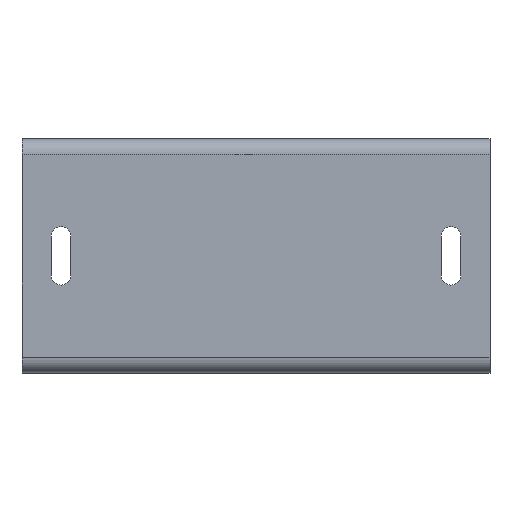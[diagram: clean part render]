
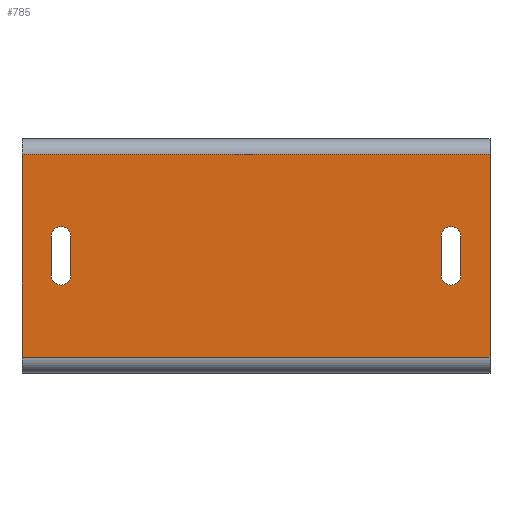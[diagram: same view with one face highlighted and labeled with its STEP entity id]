
A CAD part, top view. The second image highlights one B-rep face of the part: STEP entity #785.
In plain terms, the highlighted planar face has unit normal (0, 0, 1).
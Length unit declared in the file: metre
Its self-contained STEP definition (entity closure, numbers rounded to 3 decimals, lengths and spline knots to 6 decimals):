
#27=PLANE('',#856);
#54=CIRCLE('',#838,0.0025);
#56=CIRCLE('',#842,0.0025);
#58=CIRCLE('',#845,0.0025);
#60=CIRCLE('',#849,0.0025);
#138=ORIENTED_EDGE('',*,*,#327,.F.);
#139=ORIENTED_EDGE('',*,*,#336,.T.);
#140=ORIENTED_EDGE('',*,*,#323,.T.);
#141=ORIENTED_EDGE('',*,*,#337,.F.);
#142=ORIENTED_EDGE('',*,*,#319,.F.);
#143=ORIENTED_EDGE('',*,*,#316,.T.);
#144=ORIENTED_EDGE('',*,*,#313,.F.);
#145=ORIENTED_EDGE('',*,*,#330,.F.);
#146=ORIENTED_EDGE('',*,*,#309,.T.);
#147=ORIENTED_EDGE('',*,*,#306,.T.);
#148=ORIENTED_EDGE('',*,*,#303,.T.);
#149=ORIENTED_EDGE('',*,*,#332,.F.);
#303=EDGE_CURVE('',#412,#410,#54,.T.);
#306=EDGE_CURVE('',#414,#412,#476,.T.);
#309=EDGE_CURVE('',#416,#414,#56,.T.);
#313=EDGE_CURVE('',#418,#420,#58,.T.);
#316=EDGE_CURVE('',#422,#420,#482,.T.);
#319=EDGE_CURVE('',#422,#424,#60,.T.);
#323=EDGE_CURVE('',#428,#426,#487,.T.);
#327=EDGE_CURVE('',#430,#432,#491,.T.);
#330=EDGE_CURVE('',#424,#418,#494,.T.);
#332=EDGE_CURVE('',#416,#410,#496,.T.);
#336=EDGE_CURVE('',#430,#428,#500,.T.);
#337=EDGE_CURVE('',#432,#426,#501,.T.);
#410=VERTEX_POINT('',#1164);
#412=VERTEX_POINT('',#1167);
#414=VERTEX_POINT('',#1173);
#416=VERTEX_POINT('',#1179);
#418=VERTEX_POINT('',#1185);
#420=VERTEX_POINT('',#1188);
#422=VERTEX_POINT('',#1194);
#424=VERTEX_POINT('',#1200);
#426=VERTEX_POINT('',#1206);
#428=VERTEX_POINT('',#1209);
#430=VERTEX_POINT('',#1215);
#432=VERTEX_POINT('',#1218);
#476=LINE('',#1172,#552);
#482=LINE('',#1193,#558);
#487=LINE('',#1208,#563);
#491=LINE('',#1217,#567);
#494=LINE('',#1223,#570);
#496=LINE('',#1226,#572);
#500=LINE('',#1232,#576);
#501=LINE('',#1233,#577);
#552=VECTOR('',#931,1.);
#558=VECTOR('',#951,1.);
#563=VECTOR('',#964,1.);
#567=VECTOR('',#970,1.);
#570=VECTOR('',#975,1.);
#572=VECTOR('',#979,1.);
#576=VECTOR('',#987,1.);
#577=VECTOR('',#988,1.);
#639=EDGE_LOOP('',(#138,#139,#140,#141));
#640=EDGE_LOOP('',(#142,#143,#144,#145));
#641=EDGE_LOOP('',(#146,#147,#148,#149));
#705=FACE_BOUND('',#639,.T.);
#706=FACE_BOUND('',#640,.T.);
#707=FACE_BOUND('',#641,.T.);
#785=ADVANCED_FACE('',(#705,#706,#707),#27,.T.);
#838=AXIS2_PLACEMENT_3D('',#1166,#924,#925);
#842=AXIS2_PLACEMENT_3D('',#1178,#936,#937);
#845=AXIS2_PLACEMENT_3D('',#1187,#944,#945);
#849=AXIS2_PLACEMENT_3D('',#1199,#956,#957);
#856=AXIS2_PLACEMENT_3D('',#1231,#985,#986);
#924=DIRECTION('',(0.,0.,-1.));
#925=DIRECTION('',(1.,0.,0.));
#931=DIRECTION('',(0.,1.,0.));
#936=DIRECTION('',(0.,0.,-1.));
#937=DIRECTION('',(1.,0.,0.));
#944=DIRECTION('',(0.,0.,1.));
#945=DIRECTION('',(1.,0.,0.));
#951=DIRECTION('',(0.,1.,0.));
#956=DIRECTION('',(0.,0.,1.));
#957=DIRECTION('',(1.,0.,0.));
#964=DIRECTION('',(0.,1.,0.));
#970=DIRECTION('',(0.,1.,0.));
#975=DIRECTION('',(0.,1.,0.));
#979=DIRECTION('',(0.,1.,0.));
#985=DIRECTION('',(0.,0.,1.));
#986=DIRECTION('',(1.,0.,0.));
#987=DIRECTION('',(1.,0.,0.));
#988=DIRECTION('',(1.,0.,0.));
#1164=CARTESIAN_POINT('',(0.0125,0.033,0.002));
#1166=CARTESIAN_POINT('',(0.01,0.033,0.002));
#1167=CARTESIAN_POINT('',(0.0075,0.033,0.002));
#1172=CARTESIAN_POINT('',(0.0075,0.028,0.002));
#1173=CARTESIAN_POINT('',(0.0075,0.023,0.002));
#1178=CARTESIAN_POINT('',(0.01,0.023,0.002));
#1179=CARTESIAN_POINT('',(0.0125,0.023,0.002));
#1185=CARTESIAN_POINT('',(0.1125,0.033,0.002));
#1187=CARTESIAN_POINT('',(0.11,0.033,0.002));
#1188=CARTESIAN_POINT('',(0.1075,0.033,0.002));
#1193=CARTESIAN_POINT('',(0.1075,0.028,0.002));
#1194=CARTESIAN_POINT('',(0.1075,0.023,0.002));
#1199=CARTESIAN_POINT('',(0.11,0.023,0.002));
#1200=CARTESIAN_POINT('',(0.1125,0.023,0.002));
#1206=CARTESIAN_POINT('',(0.12,0.054,0.002));
#1208=CARTESIAN_POINT('',(0.12,0.028,0.002));
#1209=CARTESIAN_POINT('',(0.12,0.002,0.002));
#1215=CARTESIAN_POINT('',(0.,0.002,0.002));
#1217=CARTESIAN_POINT('',(0.,0.028,0.002));
#1218=CARTESIAN_POINT('',(0.,0.054,0.002));
#1223=CARTESIAN_POINT('',(0.1125,0.028,0.002));
#1226=CARTESIAN_POINT('',(0.0125,0.028,0.002));
#1231=CARTESIAN_POINT('',(0.06,0.028,0.002));
#1232=CARTESIAN_POINT('',(0.06,0.002,0.002));
#1233=CARTESIAN_POINT('',(0.06,0.054,0.002));
